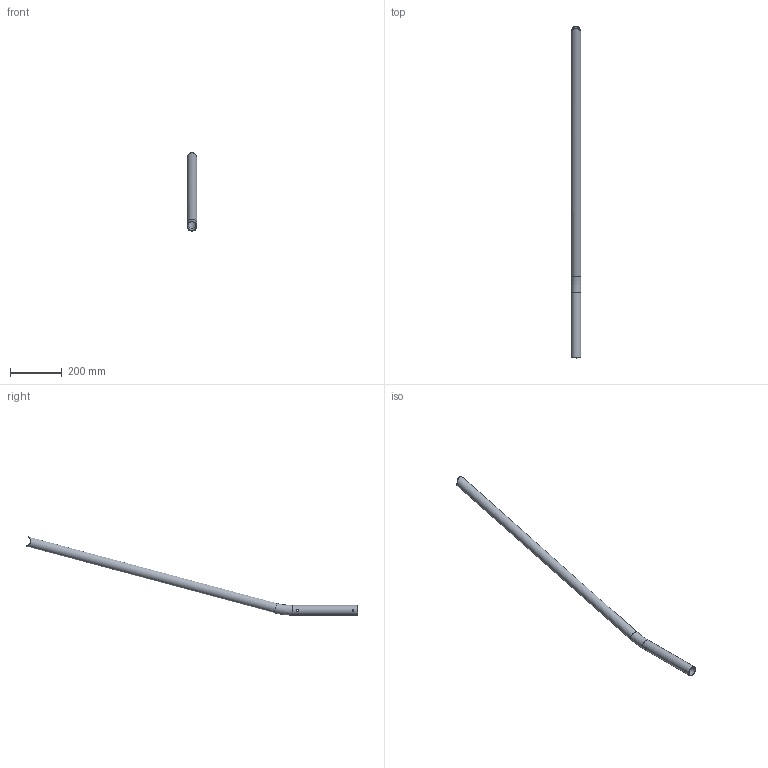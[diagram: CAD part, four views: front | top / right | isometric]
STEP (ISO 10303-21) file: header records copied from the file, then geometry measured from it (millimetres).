
FILE_DESCRIPTION(/* description */ (''),/* implementation_level */ '2;1');
FILE_NAME(/* name */ 'GE-17044-01_12.stp',/* time_stamp */ '2017-01-08T13:29:20-05:00',/* author */ ('jeff1'),/* organization */ (''),/* preprocessor_version */ 'ST-DEVELOPER v16.5',/* originating_system */ 'Autodesk Inventor 2017',/* authorisation */ '');
FILE_SCHEMA (('AUTOMOTIVE_DESIGN { 1 0 10303 214 3 1 1 }'));
Length unit declared in the file: inch
Products named in the file (1): GE-17044-01_12
Bounding box: 38.1 x 1287.62 x 304.08 mm (x, y, z)
Volume: 311848.7 mm3; surface area: 296713.7 mm2
Topology: 1 solids, 1 shells, 14 faces, 38 edges, 26 vertices
Faces by surface type: cylinder 9, plane 3, torus 2
Full cylindrical faces by diameter (mm): 6.731 x2, 9.525 x2, 33.884 x2, 38.1 x2
Entity records: 708 total; most frequent: CARTESIAN_POINT 384, DIRECTION 52, ORIENTED_EDGE 42, EDGE_LOOP 34, AXIS2_PLACEMENT_3D 25, EDGE_CURVE 21, FACE_BOUND 20, VERTEX_POINT 19
